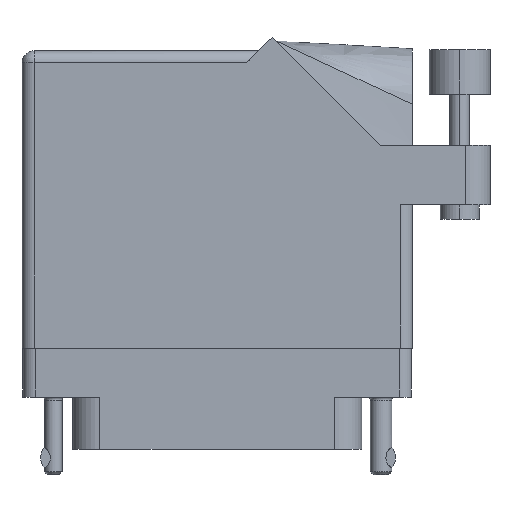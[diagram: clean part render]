
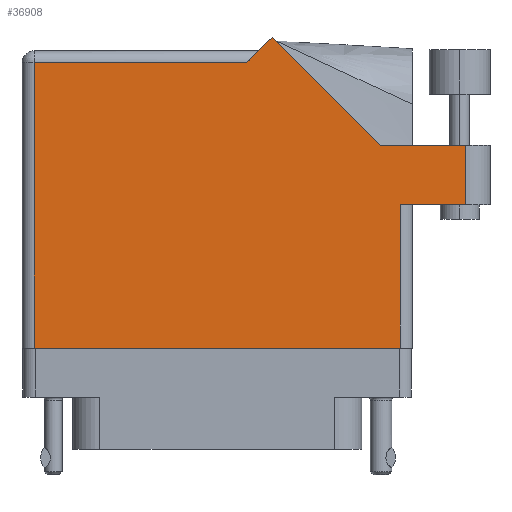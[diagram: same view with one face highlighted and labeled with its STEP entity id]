
A CAD part, front view. The second image highlights one B-rep face of the part: STEP entity #36908.
In plain terms, the highlighted face is planar.
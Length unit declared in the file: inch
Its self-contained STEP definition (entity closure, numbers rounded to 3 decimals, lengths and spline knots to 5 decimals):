
#996 = VECTOR ( 'NONE', #18331, 39.37008 ) ;
#1010 = LINE ( 'NONE', #12857, #34333 ) ;
#3049 = CARTESIAN_POINT ( 'NONE',  ( 1.405, 0.944, 0.455 ) ) ;
#3526 = CARTESIAN_POINT ( 'NONE',  ( 0.28271, 1.50071, 0.455 ) ) ;
#3644 = VERTEX_POINT ( 'NONE', #3526 ) ;
#4707 = CARTESIAN_POINT ( 'NONE',  ( 1.28, 0.944, 0.455 ) ) ;
#7298 = ORIENTED_EDGE ( 'NONE', *, *, #39346, .T. ) ;
#7349 = CARTESIAN_POINT ( 'NONE',  ( 0.943, 0.637, 0.455 ) ) ;
#7734 = VERTEX_POINT ( 'NONE', #48486 ) ;
#7995 = AXIS2_PLACEMENT_3D ( 'NONE', #27792, #16156, #27631 ) ;
#9091 = CARTESIAN_POINT ( 'NONE',  ( -1.005, -0.1, 0.455 ) ) ;
#10503 = DIRECTION ( 'NONE',  ( -0.707, -0.707, 0. ) ) ;
#10557 = LINE ( 'NONE', #44095, #42134 ) ;
#10721 = DIRECTION ( 'NONE',  ( 0., 1., 0. ) ) ;
#11232 = EDGE_CURVE ( 'NONE', #12362, #19766, #20586, .T. ) ;
#12362 = VERTEX_POINT ( 'NONE', #4707 ) ;
#12463 = CARTESIAN_POINT ( 'NONE',  ( 0.83942, 0.944, 0.455 ) ) ;
#12857 = CARTESIAN_POINT ( 'NONE',  ( -0.943, -0.1, 0.455 ) ) ;
#12946 = ORIENTED_EDGE ( 'NONE', *, *, #20178, .T. ) ;
#13037 = ORIENTED_EDGE ( 'NONE', *, *, #42210, .T. ) ;
#13813 = LINE ( 'NONE', #47187, #16221 ) ;
#14082 = CARTESIAN_POINT ( 'NONE',  ( -0.943, -0.1, 0.455 ) ) ;
#14125 = LINE ( 'NONE', #45685, #26623 ) ;
#14238 = LINE ( 'NONE', #18803, #44033 ) ;
#14797 = DIRECTION ( 'NONE',  ( 0., 1., 0. ) ) ;
#14994 = ORIENTED_EDGE ( 'NONE', *, *, #34358, .T. ) ;
#16019 = CARTESIAN_POINT ( 'NONE',  ( 0.943, -0.1, 0.455 ) ) ;
#16156 = DIRECTION ( 'NONE',  ( 0., 0., -1. ) ) ;
#16221 = VECTOR ( 'NONE', #36007, 39.37008 ) ;
#18005 = VERTEX_POINT ( 'NONE', #14082 ) ;
#18331 = DIRECTION ( 'NONE',  ( -1., 0., 0. ) ) ;
#18803 = CARTESIAN_POINT ( 'NONE',  ( -1.005, 1.368, 0.455 ) ) ;
#19020 = CARTESIAN_POINT ( 'NONE',  ( -0.943, 1.368, 0.455 ) ) ;
#19168 = CARTESIAN_POINT ( 'NONE',  ( 0.15, 1.368, 0.455 ) ) ;
#19766 = VERTEX_POINT ( 'NONE', #12463 ) ;
#20178 = EDGE_CURVE ( 'NONE', #19766, #3644, #14125, .T. ) ;
#20586 = LINE ( 'NONE', #3049, #996 ) ;
#21969 = VERTEX_POINT ( 'NONE', #19168 ) ;
#22868 = DIRECTION ( 'NONE',  ( -0.707, 0.707, 0. ) ) ;
#24645 = CARTESIAN_POINT ( 'NONE',  ( 0.212, 1.43, 0.455 ) ) ;
#25073 = ORIENTED_EDGE ( 'NONE', *, *, #26803, .T. ) ;
#25687 = LINE ( 'NONE', #7349, #32253 ) ;
#26623 = VECTOR ( 'NONE', #22868, 39.37008 ) ;
#26803 = EDGE_CURVE ( 'NONE', #21969, #32186, #14238, .T. ) ;
#27631 = DIRECTION ( 'NONE',  ( -1., 0., 0. ) ) ;
#27792 = CARTESIAN_POINT ( 'NONE',  ( -1.005, 1.43, 0.455 ) ) ;
#28551 = CARTESIAN_POINT ( 'NONE',  ( 1.28, 0.637, 0.455 ) ) ;
#30463 = ORIENTED_EDGE ( 'NONE', *, *, #11232, .T. ) ;
#32186 = VERTEX_POINT ( 'NONE', #19020 ) ;
#32253 = VECTOR ( 'NONE', #10721, 39.37008 ) ;
#32481 = LINE ( 'NONE', #9091, #49117 ) ;
#33657 = VECTOR ( 'NONE', #10503, 39.37008 ) ;
#34333 = VECTOR ( 'NONE', #35944, 39.37008 ) ;
#34358 = EDGE_CURVE ( 'NONE', #43946, #12362, #10557, .T. ) ;
#34744 = ORIENTED_EDGE ( 'NONE', *, *, #48794, .T. ) ;
#35944 = DIRECTION ( 'NONE',  ( 0., -1., 0. ) ) ;
#36007 = DIRECTION ( 'NONE',  ( 1., 0., 0. ) ) ;
#36222 = FACE_OUTER_BOUND ( 'NONE', #37354, .T. ) ;
#36908 = ADVANCED_FACE ( 'NONE', ( #36222 ), #46597, .F. ) ;
#37354 = EDGE_LOOP ( 'NONE', ( #44952, #14994, #30463, #12946, #7298, #25073, #34744, #40538, #13037 ) ) ;
#38462 = EDGE_CURVE ( 'NONE', #18005, #40416, #32481, .T. ) ;
#39346 = EDGE_CURVE ( 'NONE', #3644, #21969, #44995, .T. ) ;
#40416 = VERTEX_POINT ( 'NONE', #16019 ) ;
#40538 = ORIENTED_EDGE ( 'NONE', *, *, #38462, .T. ) ;
#41983 = EDGE_CURVE ( 'NONE', #7734, #43946, #13813, .T. ) ;
#42134 = VECTOR ( 'NONE', #14797, 39.37008 ) ;
#42210 = EDGE_CURVE ( 'NONE', #40416, #7734, #25687, .T. ) ;
#43946 = VERTEX_POINT ( 'NONE', #28551 ) ;
#44033 = VECTOR ( 'NONE', #48573, 39.37008 ) ;
#44095 = CARTESIAN_POINT ( 'NONE',  ( 1.28, 0.944, 0.455 ) ) ;
#44952 = ORIENTED_EDGE ( 'NONE', *, *, #41983, .T. ) ;
#44995 = LINE ( 'NONE', #24645, #33657 ) ;
#45685 = CARTESIAN_POINT ( 'NONE',  ( 0.83942, 0.944, 0.455 ) ) ;
#46597 = PLANE ( 'NONE',  #7995 ) ;
#47187 = CARTESIAN_POINT ( 'NONE',  ( 1.005, 0.637, 0.455 ) ) ;
#47198 = DIRECTION ( 'NONE',  ( 1., 0., 0. ) ) ;
#48486 = CARTESIAN_POINT ( 'NONE',  ( 0.943, 0.637, 0.455 ) ) ;
#48573 = DIRECTION ( 'NONE',  ( -1., 0., 0. ) ) ;
#48794 = EDGE_CURVE ( 'NONE', #32186, #18005, #1010, .T. ) ;
#49117 = VECTOR ( 'NONE', #47198, 39.37008 ) ;
